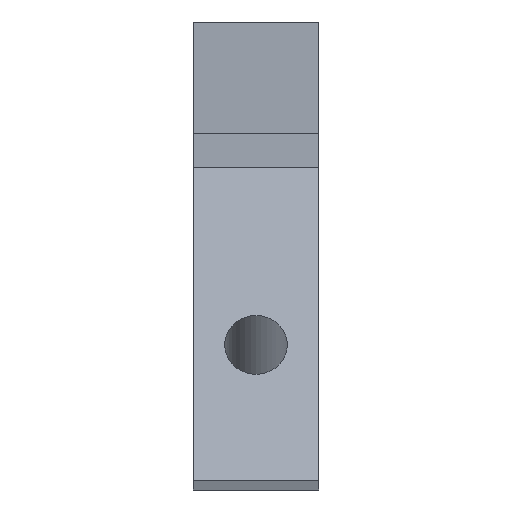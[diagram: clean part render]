
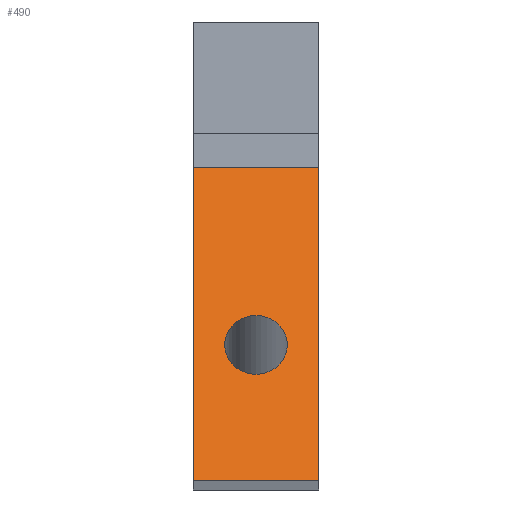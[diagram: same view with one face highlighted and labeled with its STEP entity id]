
A CAD part, left-side view. The second image highlights one B-rep face of the part: STEP entity #490.
In plain terms, the highlighted planar face has unit normal (-0.937, 0, 0.349).
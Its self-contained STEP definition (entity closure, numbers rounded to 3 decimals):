
#83=DIRECTION('',(0.349,0.,0.937));
#84=VECTOR('',#83,21.265);
#85=CARTESIAN_POINT('',(-68.816,164.9,29.952));
#86=LINE('',#85,#84);
#123=DIRECTION('',(0.,1.,0.));
#124=VECTOR('',#123,8.);
#125=CARTESIAN_POINT('',(-61.386,164.9,49.877));
#126=LINE('',#125,#124);
#127=DIRECTION('',(0.,-1.,0.));
#128=VECTOR('',#127,8.);
#129=CARTESIAN_POINT('',(-68.816,172.9,29.952));
#130=LINE('',#129,#128);
#131=CARTESIAN_POINT('',(-65.591,168.9,38.601));
#132=DIRECTION('',(-0.937,0.,0.349));
#133=DIRECTION('',(0.,-1.,0.));
#134=AXIS2_PLACEMENT_3D('',#131,#132,#133);
#136=CARTESIAN_POINT('',(-65.591,168.9,38.601));
#137=DIRECTION('',(-0.937,0.,0.349));
#138=DIRECTION('',(0.,1.,0.));
#139=AXIS2_PLACEMENT_3D('',#136,#137,#138);
#157=DIRECTION('',(0.349,0.,0.937));
#158=VECTOR('',#157,21.265);
#159=CARTESIAN_POINT('',(-68.816,172.9,29.952));
#160=LINE('',#159,#158);
#286=CARTESIAN_POINT('',(-68.816,172.9,29.952));
#288=VERTEX_POINT('',#286);
#290=CARTESIAN_POINT('',(-68.816,164.9,29.952));
#292=VERTEX_POINT('',#290);
#293=CARTESIAN_POINT('',(-61.386,164.9,49.877));
#294=VERTEX_POINT('',#293);
#295=CARTESIAN_POINT('',(-61.386,172.9,49.877));
#296=VERTEX_POINT('',#295);
#305=CARTESIAN_POINT('',(-65.591,166.904,38.601));
#307=VERTEX_POINT('',#305);
#309=CARTESIAN_POINT('',(-65.591,170.896,38.601));
#311=VERTEX_POINT('',#309);
#471=CARTESIAN_POINT('',(-68.816,172.9,29.952));
#472=DIRECTION('',(-0.937,0.,0.349));
#473=DIRECTION('',(0.349,0.,0.937));
#474=AXIS2_PLACEMENT_3D('',#471,#472,#473);
#475=PLANE('',#474);
#476=ORIENTED_EDGE('',*,*,#464,.F.);
#477=ORIENTED_EDGE('',*,*,#407,.F.);
#479=ORIENTED_EDGE('',*,*,#478,.F.);
#481=ORIENTED_EDGE('',*,*,#480,.T.);
#482=EDGE_LOOP('',(#476,#477,#479,#481));
#483=FACE_OUTER_BOUND('',#482,.F.);
#485=ORIENTED_EDGE('',*,*,#484,.T.);
#487=ORIENTED_EDGE('',*,*,#486,.T.);
#488=EDGE_LOOP('',(#485,#487));
#489=FACE_BOUND('',#488,.F.);
#490=ADVANCED_FACE('',(#483,#489),#475,.T.);
#135=CIRCLE('',#134,1.996);
#140=CIRCLE('',#139,1.996);
#407=EDGE_CURVE('',#292,#294,#86,.T.);
#464=EDGE_CURVE('',#294,#296,#126,.T.);
#478=EDGE_CURVE('',#288,#292,#130,.T.);
#480=EDGE_CURVE('',#288,#296,#160,.T.);
#484=EDGE_CURVE('',#307,#311,#135,.T.);
#486=EDGE_CURVE('',#311,#307,#140,.T.);
